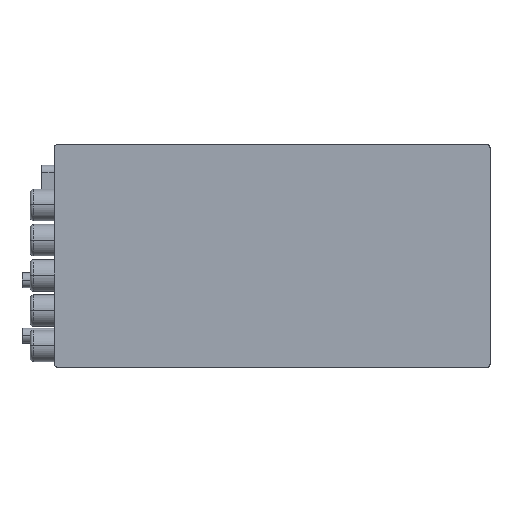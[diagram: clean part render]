
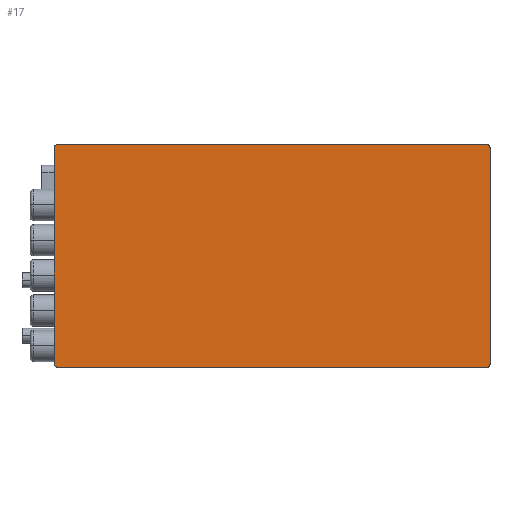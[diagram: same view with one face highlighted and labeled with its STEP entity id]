
A CAD part, top view. The second image highlights one B-rep face of the part: STEP entity #17.
In plain terms, the highlighted planar face has unit normal (0, 0, 1).
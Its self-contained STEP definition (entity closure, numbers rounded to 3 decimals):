
#17=ADVANCED_FACE('',(#75),#729,.T.);
#75=FACE_OUTER_BOUND('',#133,.T.);
#133=EDGE_LOOP('',(#215,#216,#217,#218,#219,#220,#221,#222));
#215=ORIENTED_EDGE('',*,*,#463,.T.);
#216=ORIENTED_EDGE('',*,*,#475,.T.);
#217=ORIENTED_EDGE('',*,*,#457,.T.);
#218=ORIENTED_EDGE('',*,*,#473,.T.);
#219=ORIENTED_EDGE('',*,*,#459,.T.);
#220=ORIENTED_EDGE('',*,*,#477,.T.);
#221=ORIENTED_EDGE('',*,*,#461,.T.);
#222=ORIENTED_EDGE('',*,*,#479,.T.);
#457=EDGE_CURVE('',#659,#658,#512,.T.);
#459=EDGE_CURVE('',#663,#662,#514,.T.);
#461=EDGE_CURVE('',#667,#666,#516,.T.);
#463=EDGE_CURVE('',#671,#670,#518,.T.);
#473=EDGE_CURVE('',#658,#663,#583,.T.);
#475=EDGE_CURVE('',#670,#659,#585,.T.);
#477=EDGE_CURVE('',#662,#667,#587,.T.);
#479=EDGE_CURVE('',#666,#671,#589,.T.);
#512=B_SPLINE_CURVE_WITH_KNOTS('',1,(#1711,#1712),.UNSPECIFIED.,.F.,.F.,
(2,2),(3.,467.),.UNSPECIFIED.);
#514=B_SPLINE_CURVE_WITH_KNOTS('',1,(#1715,#1716),.UNSPECIFIED.,.F.,.F.,
(2,2),(473.,707.),.UNSPECIFIED.);
#516=B_SPLINE_CURVE_WITH_KNOTS('',1,(#1719,#1720),.UNSPECIFIED.,.F.,.F.,
(2,2),(713.,1177.),.UNSPECIFIED.);
#518=B_SPLINE_CURVE_WITH_KNOTS('',1,(#1723,#1724),.UNSPECIFIED.,.F.,.F.,
(2,2),(1183.,1417.),.UNSPECIFIED.);
#583=(
BOUNDED_CURVE()
B_SPLINE_CURVE(2,(#1744,#1745,#1746),.UNSPECIFIED.,.F.,.F.)
B_SPLINE_CURVE_WITH_KNOTS((3,3),(0.,4.712),.UNSPECIFIED.)
CURVE()
GEOMETRIC_REPRESENTATION_ITEM()
RATIONAL_B_SPLINE_CURVE((1.,0.707,1.))
REPRESENTATION_ITEM('')
);
#585=(
BOUNDED_CURVE()
B_SPLINE_CURVE(2,(#1750,#1751,#1752),.UNSPECIFIED.,.F.,.F.)
B_SPLINE_CURVE_WITH_KNOTS((3,3),(-4.712,0.),.UNSPECIFIED.)
CURVE()
GEOMETRIC_REPRESENTATION_ITEM()
RATIONAL_B_SPLINE_CURVE((1.,0.707,1.))
REPRESENTATION_ITEM('')
);
#587=(
BOUNDED_CURVE()
B_SPLINE_CURVE(2,(#1756,#1757,#1758),.UNSPECIFIED.,.F.,.F.)
B_SPLINE_CURVE_WITH_KNOTS((3,3),(0.,4.712),.UNSPECIFIED.)
CURVE()
GEOMETRIC_REPRESENTATION_ITEM()
RATIONAL_B_SPLINE_CURVE((1.,0.707,1.))
REPRESENTATION_ITEM('')
);
#589=(
BOUNDED_CURVE()
B_SPLINE_CURVE(2,(#1762,#1763,#1764),.UNSPECIFIED.,.F.,.F.)
B_SPLINE_CURVE_WITH_KNOTS((3,3),(0.,4.712),.UNSPECIFIED.)
CURVE()
GEOMETRIC_REPRESENTATION_ITEM()
RATIONAL_B_SPLINE_CURVE((1.,0.707,1.))
REPRESENTATION_ITEM('')
);
#658=VERTEX_POINT('',#1388);
#659=VERTEX_POINT('',#1389);
#662=VERTEX_POINT('',#1392);
#663=VERTEX_POINT('',#1393);
#666=VERTEX_POINT('',#1396);
#667=VERTEX_POINT('',#1397);
#670=VERTEX_POINT('',#1400);
#671=VERTEX_POINT('',#1401);
#729=PLANE('',#763);
#763=AXIS2_PLACEMENT_3D('',#797,#780,$);
#780=DIRECTION('',(0.,0.,1.));
#797=CARTESIAN_POINT('',(0.,0.,88.));
#1388=CARTESIAN_POINT('',(467.,0.,88.));
#1389=CARTESIAN_POINT('',(3.,0.,88.));
#1392=CARTESIAN_POINT('',(470.,237.,88.));
#1393=CARTESIAN_POINT('',(470.,3.,88.));
#1396=CARTESIAN_POINT('',(3.,240.,88.));
#1397=CARTESIAN_POINT('',(467.,240.,88.));
#1400=CARTESIAN_POINT('',(0.,3.,88.));
#1401=CARTESIAN_POINT('',(0.,237.,88.));
#1711=CARTESIAN_POINT('',(3.,0.,88.));
#1712=CARTESIAN_POINT('',(467.,0.,88.));
#1715=CARTESIAN_POINT('',(470.,3.,88.));
#1716=CARTESIAN_POINT('',(470.,237.,88.));
#1719=CARTESIAN_POINT('',(467.,240.,88.));
#1720=CARTESIAN_POINT('',(3.,240.,88.));
#1723=CARTESIAN_POINT('',(0.,237.,88.));
#1724=CARTESIAN_POINT('',(0.,3.,88.));
#1744=CARTESIAN_POINT('',(467.,0.,88.));
#1745=CARTESIAN_POINT('',(470.,0.,88.));
#1746=CARTESIAN_POINT('',(470.,3.,88.));
#1750=CARTESIAN_POINT('',(0.,3.,88.));
#1751=CARTESIAN_POINT('',(0.,0.,88.));
#1752=CARTESIAN_POINT('',(3.,0.,88.));
#1756=CARTESIAN_POINT('',(470.,237.,88.));
#1757=CARTESIAN_POINT('',(470.,240.,88.));
#1758=CARTESIAN_POINT('',(467.,240.,88.));
#1762=CARTESIAN_POINT('',(3.,240.,88.));
#1763=CARTESIAN_POINT('',(0.,240.,88.));
#1764=CARTESIAN_POINT('',(0.,237.,88.));
